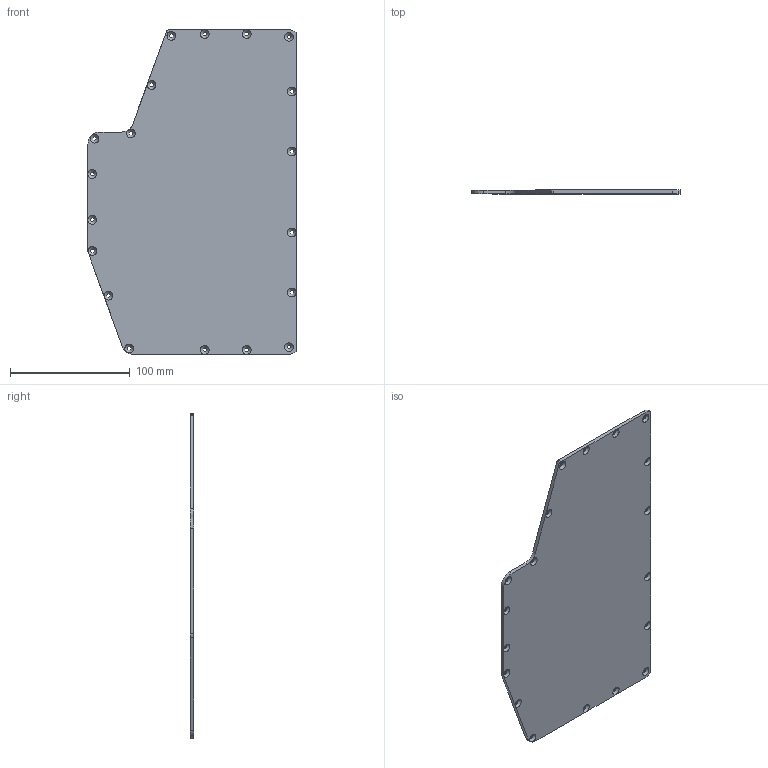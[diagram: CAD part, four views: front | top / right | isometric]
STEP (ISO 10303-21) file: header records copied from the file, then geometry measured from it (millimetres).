
FILE_DESCRIPTION(/* description */ (''),/* implementation_level */ '2;1');
FILE_NAME(/* name */ 'Odyssey Controller Casing (Lid 1).step',/* time_stamp */ '2024-08-25T02:54:46+01:00',/* author */ (''),/* organization */ (''),/* preprocessor_version */ 'ST-DEVELOPER v20',/* originating_system */ 'Autodesk Translation Framework v13.14.0.145',/* authorisation */ '');
FILE_SCHEMA (('AUTOMOTIVE_DESIGN { 1 0 10303 214 3 1 1 }'));
Length unit declared in the file: millimetre
Products named in the file (1): Avalon Series Controller Casing
Bounding box: 173.7 x 3 x 270.76 mm (x, y, z)
Volume: 123036.8 mm3; surface area: 85330.2 mm2
Topology: 1 solids, 1 shells, 57 faces, 194 edges, 123 vertices
Faces by surface type: cylinder 27, cone 19, plane 11
Full cylindrical faces by diameter (mm): 3.3 x19
Entity records: 2237 total; most frequent: CARTESIAN_POINT 426, ORIENTED_EDGE 388, DIRECTION 381, EDGE_CURVE 194, AXIS2_PLACEMENT_3D 148, VERTEX_POINT 123, CIRCLE 90, LINE 85
